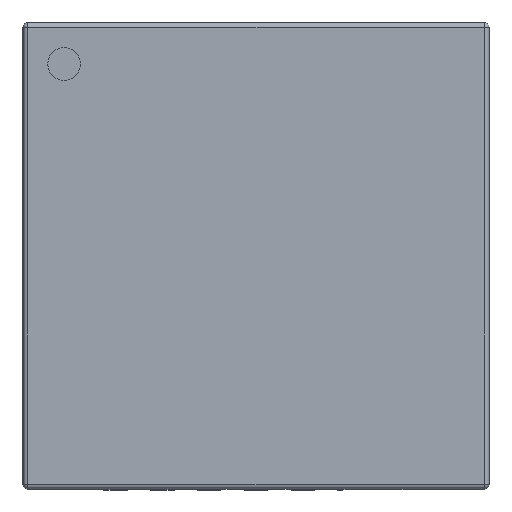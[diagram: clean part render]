
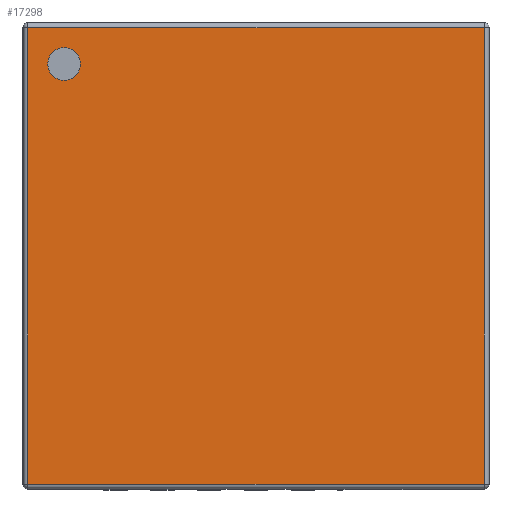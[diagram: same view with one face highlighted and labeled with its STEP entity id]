
A CAD part, top view. The second image highlights one B-rep face of the part: STEP entity #17298.
In plain terms, the highlighted planar face has unit normal (0, 0, 1).
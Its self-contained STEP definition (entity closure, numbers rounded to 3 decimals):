
#14347 = CYLINDRICAL_SURFACE('',#14348,0.05);
#14348 = AXIS2_PLACEMENT_3D('',#14349,#14350,#14351);
#14349 = CARTESIAN_POINT('',(-2.44,-2.44,0.83));
#14350 = DIRECTION('',(0.,1.,0.));
#14351 = DIRECTION('',(-1.,0.,0.));
#14488 = CYLINDRICAL_SURFACE('',#14489,0.05);
#14489 = AXIS2_PLACEMENT_3D('',#14490,#14491,#14492);
#14490 = CARTESIAN_POINT('',(-2.49,-2.44,0.83));
#14491 = DIRECTION('',(1.,0.,0.));
#14492 = DIRECTION('',(0.,-1.,0.));
#15548 = CYLINDRICAL_SURFACE('',#15549,0.05);
#15549 = AXIS2_PLACEMENT_3D('',#15550,#15551,#15552);
#15550 = CARTESIAN_POINT('',(-2.49,2.44,0.83));
#15551 = DIRECTION('',(1.,0.,0.));
#15552 = DIRECTION('',(0.,1.,0.));
#15876 = CYLINDRICAL_SURFACE('',#15877,0.05);
#15877 = AXIS2_PLACEMENT_3D('',#15878,#15879,#15880);
#15878 = CARTESIAN_POINT('',(2.44,2.44,0.83));
#15879 = DIRECTION('',(-0.,-1.,-0.));
#15880 = DIRECTION('',(0.,0.,1.));
#16923 = VERTEX_POINT('',#16924);
#16924 = CARTESIAN_POINT('',(-2.44,-2.44,0.88));
#16944 = EDGE_CURVE('',#16923,#16945,#16947,.T.);
#16945 = VERTEX_POINT('',#16946);
#16946 = CARTESIAN_POINT('',(-2.44,2.44,0.88));
#16947 = SURFACE_CURVE('',#16948,(#16952,#16959),.PCURVE_S1.);
#16948 = LINE('',#16949,#16950);
#16949 = CARTESIAN_POINT('',(-2.44,-2.44,0.88));
#16950 = VECTOR('',#16951,1.);
#16951 = DIRECTION('',(0.,1.,0.));
#16952 = PCURVE('',#14347,#16953);
#16953 = DEFINITIONAL_REPRESENTATION('',(#16954),#16958);
#16954 = LINE('',#16955,#16956);
#16955 = CARTESIAN_POINT('',(1.571,0.));
#16956 = VECTOR('',#16957,1.);
#16957 = DIRECTION('',(0.,1.));
#16958 = ( GEOMETRIC_REPRESENTATION_CONTEXT(2) 
PARAMETRIC_REPRESENTATION_CONTEXT() REPRESENTATION_CONTEXT('2D SPACE',''
  ) );
#16959 = PCURVE('',#16960,#16965);
#16960 = PLANE('',#16961);
#16961 = AXIS2_PLACEMENT_3D('',#16962,#16963,#16964);
#16962 = CARTESIAN_POINT('',(-2.49,-2.49,0.88));
#16963 = DIRECTION('',(0.,0.,1.));
#16964 = DIRECTION('',(1.,0.,0.));
#16965 = DEFINITIONAL_REPRESENTATION('',(#16966),#16970);
#16966 = LINE('',#16967,#16968);
#16967 = CARTESIAN_POINT('',(0.05,0.05));
#16968 = VECTOR('',#16969,1.);
#16969 = DIRECTION('',(0.,1.));
#16970 = ( GEOMETRIC_REPRESENTATION_CONTEXT(2) 
PARAMETRIC_REPRESENTATION_CONTEXT() REPRESENTATION_CONTEXT('2D SPACE',''
  ) );
#17050 = EDGE_CURVE('',#16923,#17051,#17053,.T.);
#17051 = VERTEX_POINT('',#17052);
#17052 = CARTESIAN_POINT('',(2.44,-2.44,0.88));
#17053 = SURFACE_CURVE('',#17054,(#17058,#17065),.PCURVE_S1.);
#17054 = LINE('',#17055,#17056);
#17055 = CARTESIAN_POINT('',(-2.49,-2.44,0.88));
#17056 = VECTOR('',#17057,1.);
#17057 = DIRECTION('',(1.,0.,0.));
#17058 = PCURVE('',#14488,#17059);
#17059 = DEFINITIONAL_REPRESENTATION('',(#17060),#17064);
#17060 = LINE('',#17061,#17062);
#17061 = CARTESIAN_POINT('',(-1.571,0.));
#17062 = VECTOR('',#17063,1.);
#17063 = DIRECTION('',(-0.,1.));
#17064 = ( GEOMETRIC_REPRESENTATION_CONTEXT(2) 
PARAMETRIC_REPRESENTATION_CONTEXT() REPRESENTATION_CONTEXT('2D SPACE',''
  ) );
#17065 = PCURVE('',#16960,#17066);
#17066 = DEFINITIONAL_REPRESENTATION('',(#17067),#17071);
#17067 = LINE('',#17068,#17069);
#17068 = CARTESIAN_POINT('',(0.,0.05));
#17069 = VECTOR('',#17070,1.);
#17070 = DIRECTION('',(1.,0.));
#17071 = ( GEOMETRIC_REPRESENTATION_CONTEXT(2) 
PARAMETRIC_REPRESENTATION_CONTEXT() REPRESENTATION_CONTEXT('2D SPACE',''
  ) );
#17152 = EDGE_CURVE('',#16945,#17153,#17155,.T.);
#17153 = VERTEX_POINT('',#17154);
#17154 = CARTESIAN_POINT('',(2.44,2.44,0.88));
#17155 = SURFACE_CURVE('',#17156,(#17160,#17167),.PCURVE_S1.);
#17156 = LINE('',#17157,#17158);
#17157 = CARTESIAN_POINT('',(-2.49,2.44,0.88));
#17158 = VECTOR('',#17159,1.);
#17159 = DIRECTION('',(1.,0.,0.));
#17160 = PCURVE('',#15548,#17161);
#17161 = DEFINITIONAL_REPRESENTATION('',(#17162),#17166);
#17162 = LINE('',#17163,#17164);
#17163 = CARTESIAN_POINT('',(1.571,0.));
#17164 = VECTOR('',#17165,1.);
#17165 = DIRECTION('',(0.,1.));
#17166 = ( GEOMETRIC_REPRESENTATION_CONTEXT(2) 
PARAMETRIC_REPRESENTATION_CONTEXT() REPRESENTATION_CONTEXT('2D SPACE',''
  ) );
#17167 = PCURVE('',#16960,#17168);
#17168 = DEFINITIONAL_REPRESENTATION('',(#17169),#17173);
#17169 = LINE('',#17170,#17171);
#17170 = CARTESIAN_POINT('',(0.,4.93));
#17171 = VECTOR('',#17172,1.);
#17172 = DIRECTION('',(1.,0.));
#17173 = ( GEOMETRIC_REPRESENTATION_CONTEXT(2) 
PARAMETRIC_REPRESENTATION_CONTEXT() REPRESENTATION_CONTEXT('2D SPACE',''
  ) );
#17272 = EDGE_CURVE('',#17153,#17051,#17273,.T.);
#17273 = SURFACE_CURVE('',#17274,(#17278,#17285),.PCURVE_S1.);
#17274 = LINE('',#17275,#17276);
#17275 = CARTESIAN_POINT('',(2.44,2.44,0.88));
#17276 = VECTOR('',#17277,1.);
#17277 = DIRECTION('',(-0.,-1.,-0.));
#17278 = PCURVE('',#15876,#17279);
#17279 = DEFINITIONAL_REPRESENTATION('',(#17280),#17284);
#17280 = LINE('',#17281,#17282);
#17281 = CARTESIAN_POINT('',(-0.,0.));
#17282 = VECTOR('',#17283,1.);
#17283 = DIRECTION('',(-0.,1.));
#17284 = ( GEOMETRIC_REPRESENTATION_CONTEXT(2) 
PARAMETRIC_REPRESENTATION_CONTEXT() REPRESENTATION_CONTEXT('2D SPACE',''
  ) );
#17285 = PCURVE('',#16960,#17286);
#17286 = DEFINITIONAL_REPRESENTATION('',(#17287),#17291);
#17287 = LINE('',#17288,#17289);
#17288 = CARTESIAN_POINT('',(4.93,4.93));
#17289 = VECTOR('',#17290,1.);
#17290 = DIRECTION('',(-0.,-1.));
#17291 = ( GEOMETRIC_REPRESENTATION_CONTEXT(2) 
PARAMETRIC_REPRESENTATION_CONTEXT() REPRESENTATION_CONTEXT('2D SPACE',''
  ) );
#17298 = ADVANCED_FACE('',(#17299,#17305),#16960,.T.);
#17299 = FACE_BOUND('',#17300,.T.);
#17300 = EDGE_LOOP('',(#17301,#17302,#17303,#17304));
#17301 = ORIENTED_EDGE('',*,*,#17050,.T.);
#17302 = ORIENTED_EDGE('',*,*,#17272,.F.);
#17303 = ORIENTED_EDGE('',*,*,#17152,.F.);
#17304 = ORIENTED_EDGE('',*,*,#16944,.F.);
#17305 = FACE_BOUND('',#17306,.T.);
#17306 = EDGE_LOOP('',(#17307));
#17307 = ORIENTED_EDGE('',*,*,#17308,.F.);
#17308 = EDGE_CURVE('',#17309,#17309,#17311,.T.);
#17309 = VERTEX_POINT('',#17310);
#17310 = CARTESIAN_POINT('',(-1.875,-2.05,0.88));
#17311 = SURFACE_CURVE('',#17312,(#17317,#17324),.PCURVE_S1.);
#17312 = CIRCLE('',#17313,0.175);
#17313 = AXIS2_PLACEMENT_3D('',#17314,#17315,#17316);
#17314 = CARTESIAN_POINT('',(-2.05,-2.05,0.88));
#17315 = DIRECTION('',(0.,0.,1.));
#17316 = DIRECTION('',(1.,0.,0.));
#17317 = PCURVE('',#16960,#17318);
#17318 = DEFINITIONAL_REPRESENTATION('',(#17319),#17323);
#17319 = CIRCLE('',#17320,0.175);
#17320 = AXIS2_PLACEMENT_2D('',#17321,#17322);
#17321 = CARTESIAN_POINT('',(0.44,0.44));
#17322 = DIRECTION('',(1.,0.));
#17323 = ( GEOMETRIC_REPRESENTATION_CONTEXT(2) 
PARAMETRIC_REPRESENTATION_CONTEXT() REPRESENTATION_CONTEXT('2D SPACE',''
  ) );
#17324 = PCURVE('',#17325,#17330);
#17325 = CYLINDRICAL_SURFACE('',#17326,0.175);
#17326 = AXIS2_PLACEMENT_3D('',#17327,#17328,#17329);
#17327 = CARTESIAN_POINT('',(-2.05,-2.05,0.88));
#17328 = DIRECTION('',(-0.,-0.,-1.));
#17329 = DIRECTION('',(1.,0.,0.));
#17330 = DEFINITIONAL_REPRESENTATION('',(#17331),#17335);
#17331 = LINE('',#17332,#17333);
#17332 = CARTESIAN_POINT('',(-0.,0.));
#17333 = VECTOR('',#17334,1.);
#17334 = DIRECTION('',(-1.,0.));
#17335 = ( GEOMETRIC_REPRESENTATION_CONTEXT(2) 
PARAMETRIC_REPRESENTATION_CONTEXT() REPRESENTATION_CONTEXT('2D SPACE',''
  ) );
